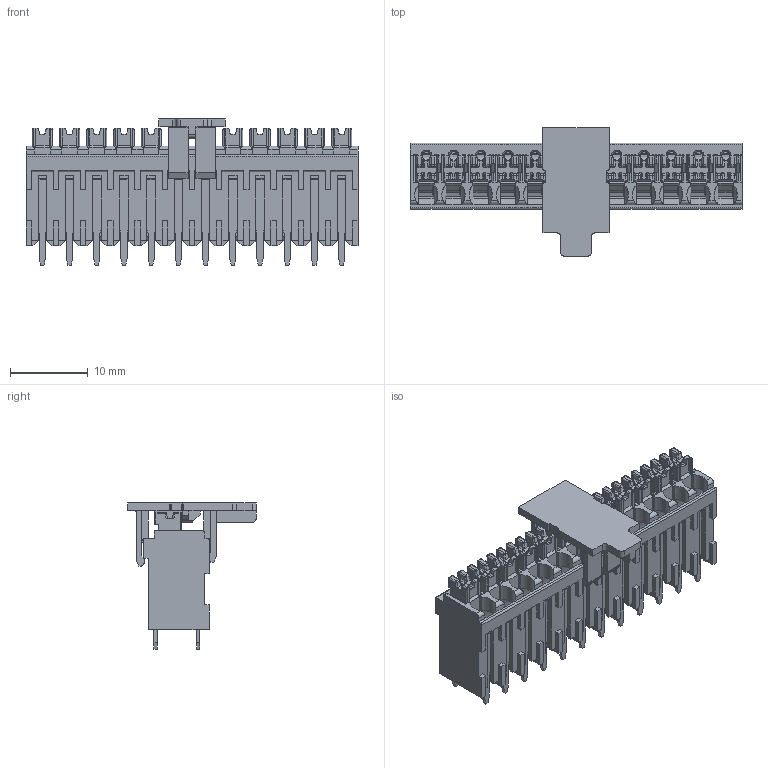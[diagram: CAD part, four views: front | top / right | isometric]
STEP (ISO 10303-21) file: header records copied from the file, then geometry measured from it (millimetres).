
FILE_DESCRIPTION(/* description */ ('Unknown'),/* implementation_level */ '2;1');
FILE_NAME(/* name */ '691810100312',/* time_stamp */ '2022-10-11T16:10:29+02:00',/* author */ ('Unknown'),/* organization */ ('Unknown'),/* preprocessor_version */ 'ST-DEVELOPER v18.102',/* originating_system */ 'Solid Edge',/* authorisation */ 'Unknown');
FILE_SCHEMA (('AUTOMOTIVE_DESIGN {1 0 10303 214 3 1 1}'));
Length unit declared in the file: millimetre
Products named in the file (6): 6918101003xx; 691410100012; 6918101000xx_SolderPin; 6914101000xx_SpringClamp; 6914101000xx_Lever; 6918101003xx_Cap
Assembly tree (38 placements, depth 2):
  6918101003xx
    691410100012
    6918101000xx_SolderPin  x12
    6914101000xx_SpringClamp  x12
    6914101000xx_Lever  x12
    6918101003xx_Cap
Bounding box: 42.7 x 16.5 x 18.8 mm (x, y, z)
Volume: 2408.6 mm3; surface area: 8792.8 mm2
Topology: 38 solids, 38 shells, 4231 faces, 11576 edges, 7195 vertices
Faces by surface type: plane 2618, cylinder 1180, sphere 193, bspline 168, torus 48, cone 24
Entity records: 45790 total; most frequent: CARTESIAN_POINT 8837, ORIENTED_EDGE 7938, DIRECTION 7264, EDGE_CURVE 3969, LINE 3354, VECTOR 3354, VERTEX_POINT 2531, AXIS2_PLACEMENT_3D 1955
